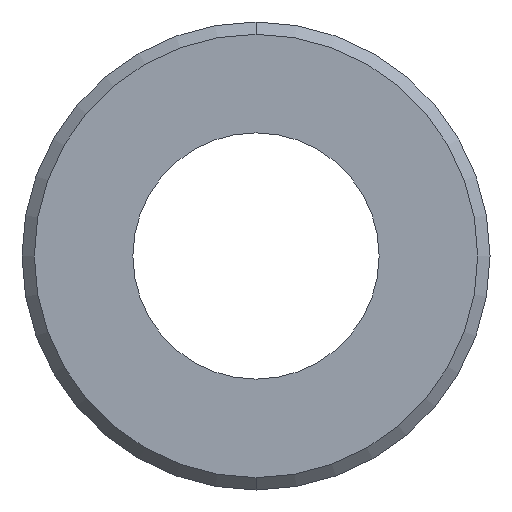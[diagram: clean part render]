
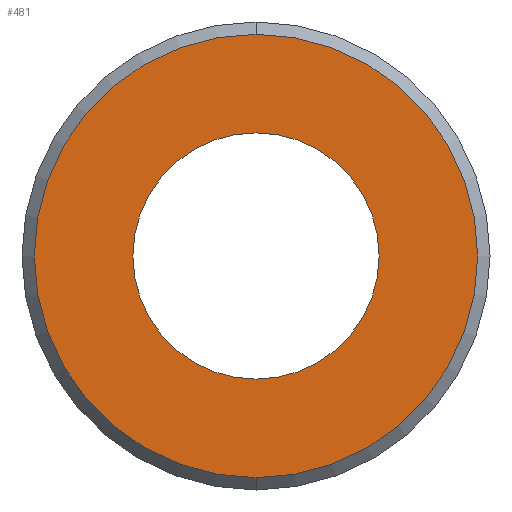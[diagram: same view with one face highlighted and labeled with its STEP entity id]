
A CAD part, front view. The second image highlights one B-rep face of the part: STEP entity #481.
In plain terms, the highlighted planar face has unit normal (0, -1, 0).
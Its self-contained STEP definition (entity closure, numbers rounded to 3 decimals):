
#26 = DIRECTION ( 'NONE',  ( 0., 0., -1. ) ) ;
#36 = AXIS2_PLACEMENT_3D ( 'NONE', #142, #558, #331 ) ;
#37 = DIRECTION ( 'NONE',  ( 0., 0., -1. ) ) ;
#43 = PLANE ( 'NONE',  #551 ) ;
#100 = CIRCLE ( 'NONE', #119, 5. ) ;
#107 = CIRCLE ( 'NONE', #476, 5. ) ;
#108 = EDGE_CURVE ( 'NONE', #396, #120, #107, .T. ) ;
#119 = AXIS2_PLACEMENT_3D ( 'NONE', #191, #382, #187 ) ;
#120 = VERTEX_POINT ( 'NONE', #411 ) ;
#124 = ORIENTED_EDGE ( 'NONE', *, *, #419, .T. ) ;
#136 = CARTESIAN_POINT ( 'NONE',  ( 0., -0.096, 0. ) ) ;
#142 = CARTESIAN_POINT ( 'NONE',  ( 0., -0.096, 0. ) ) ;
#156 = EDGE_LOOP ( 'NONE', ( #440, #543 ) ) ;
#161 = VERTEX_POINT ( 'NONE', #555 ) ;
#171 = CIRCLE ( 'NONE', #36, 9. ) ;
#185 = CARTESIAN_POINT ( 'NONE',  ( 5., -0.096, 0. ) ) ;
#187 = DIRECTION ( 'NONE',  ( 0., 0., -1. ) ) ;
#191 = CARTESIAN_POINT ( 'NONE',  ( 0., -0.096, 0. ) ) ;
#209 = AXIS2_PLACEMENT_3D ( 'NONE', #136, #287, #37 ) ;
#214 = CARTESIAN_POINT ( 'NONE',  ( 0., -0.096, 0. ) ) ;
#248 = EDGE_CURVE ( 'NONE', #120, #396, #100, .T. ) ;
#287 = DIRECTION ( 'NONE',  ( 0., -1., 0. ) ) ;
#303 = ORIENTED_EDGE ( 'NONE', *, *, #478, .T. ) ;
#318 = EDGE_LOOP ( 'NONE', ( #303, #124 ) ) ;
#331 = DIRECTION ( 'NONE',  ( 0., 0., -1. ) ) ;
#382 = DIRECTION ( 'NONE',  ( 0., -1., 0. ) ) ;
#396 = VERTEX_POINT ( 'NONE', #548 ) ;
#411 = CARTESIAN_POINT ( 'NONE',  ( 0., -0.096, 5. ) ) ;
#419 = EDGE_CURVE ( 'NONE', #161, #436, #171, .T. ) ;
#429 = DIRECTION ( 'NONE',  ( 0., -1., 0. ) ) ;
#436 = VERTEX_POINT ( 'NONE', #469 ) ;
#440 = ORIENTED_EDGE ( 'NONE', *, *, #108, .F. ) ;
#456 = DIRECTION ( 'NONE',  ( 0., -1., 0. ) ) ;
#469 = CARTESIAN_POINT ( 'NONE',  ( 0., -0.096, 9. ) ) ;
#473 = FACE_BOUND ( 'NONE', #156, .T. ) ;
#475 = FACE_OUTER_BOUND ( 'NONE', #318, .T. ) ;
#476 = AXIS2_PLACEMENT_3D ( 'NONE', #214, #456, #26 ) ;
#478 = EDGE_CURVE ( 'NONE', #436, #161, #569, .T. ) ;
#481 = ADVANCED_FACE ( 'NONE', ( #475, #473 ), #43, .T. ) ;
#510 = DIRECTION ( 'NONE',  ( 0., 0., -1. ) ) ;
#543 = ORIENTED_EDGE ( 'NONE', *, *, #248, .F. ) ;
#548 = CARTESIAN_POINT ( 'NONE',  ( 0., -0.096, -5. ) ) ;
#551 = AXIS2_PLACEMENT_3D ( 'NONE', #185, #429, #510 ) ;
#555 = CARTESIAN_POINT ( 'NONE',  ( 0., -0.096, -9. ) ) ;
#558 = DIRECTION ( 'NONE',  ( 0., -1., 0. ) ) ;
#569 = CIRCLE ( 'NONE', #209, 9. ) ;
